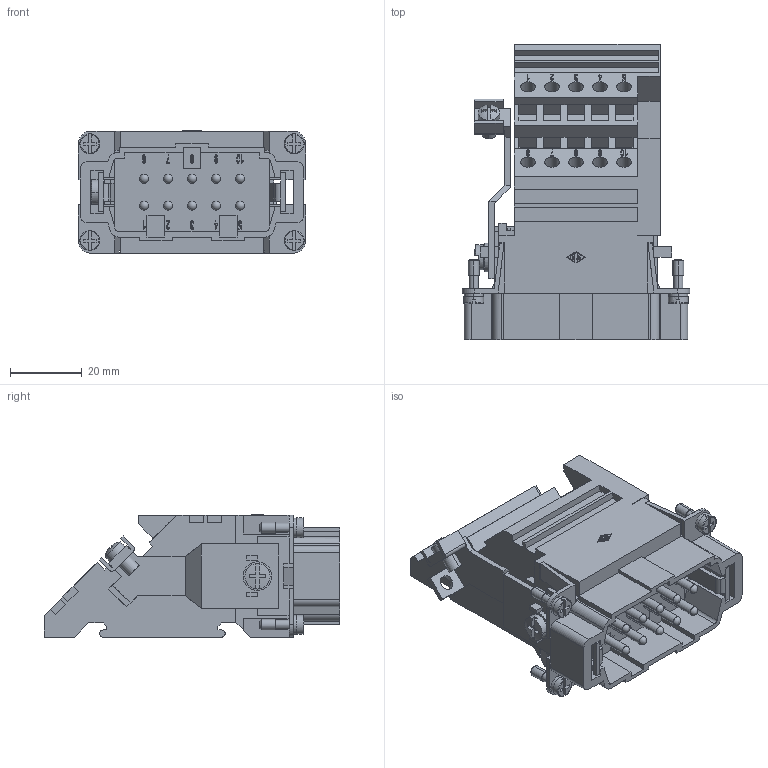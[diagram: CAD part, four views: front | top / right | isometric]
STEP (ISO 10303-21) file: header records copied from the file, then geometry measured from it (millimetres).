
FILE_DESCRIPTION((''),'2;1');
FILE_NAME('CTSEM 10 L.stp','2006-11-27T13:47:30',('gembarski'),(''),'Autodesk Inventor 7','Autodesk Inventor 7','');
FILE_SCHEMA(('AUTOMOTIVE_DESIGN { 1 0 10303 214 1 1 1 1 }'));
Length unit declared in the file: millimetre
Products named in the file (1): CTSEM 10 L
Bounding box: 63.4 x 82.5 x 34.1 mm (x, y, z)
Volume: 76350.2 mm3; surface area: 27634.6 mm2
Topology: 1 solids, 1 shells, 1050 faces, 2871 edges, 1854 vertices
Faces by surface type: plane 594, bspline 322, cylinder 110, sphere 16, cone 4, torus 4
Entity records: 34320 total; most frequent: CARTESIAN_POINT 9363, ORIENTED_EDGE 5662, DIRECTION 4256, EDGE_CURVE 2831, VECTOR 2088, LINE 2088, VERTEX_POINT 1834, EDGE_LOOP 1141
